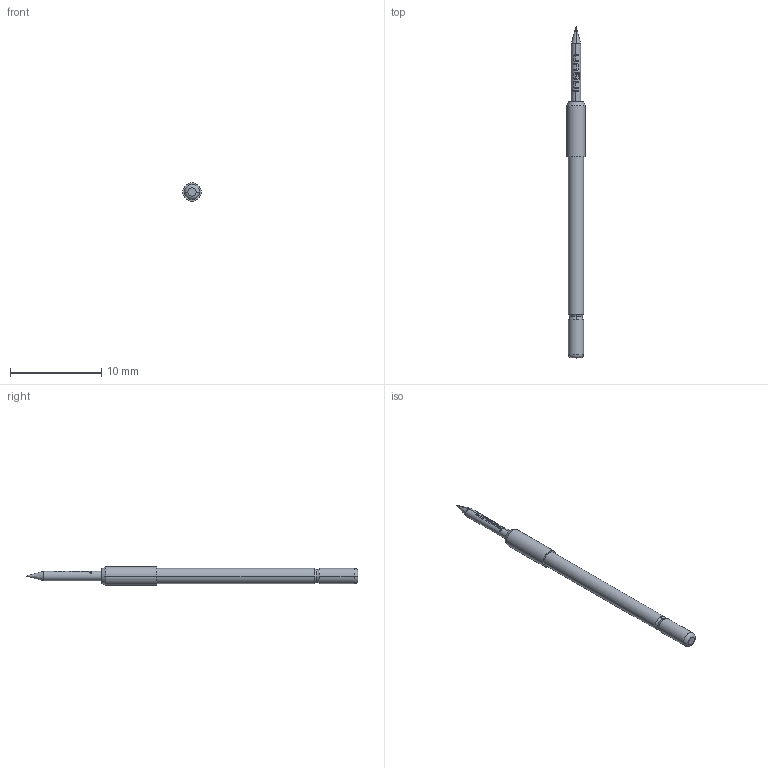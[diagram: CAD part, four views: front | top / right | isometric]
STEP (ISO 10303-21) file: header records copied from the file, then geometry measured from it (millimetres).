
FILE_DESCRIPTION (( 'STEP AP203' ), '1' );
FILE_NAME ('INGUN_GKS-112_201_100_A_xx06.STEP', '2020-07-23T06:36:22', ( '' ), ( '' ), 'SwSTEP 2.0', 'SolidWorks 2018', '' );
FILE_SCHEMA (( 'CONFIG_CONTROL_DESIGN' ));
Length unit declared in the file: millimetre
Products named in the file (1): INGUN_GKS-112_201_100_A_xx06
Bounding box: 2 x 36.3 x 2 mm (x, y, z)
Volume: 70.7 mm3; surface area: 182.3 mm2
Topology: 1 solids, 1 shells, 98 faces, 269 edges, 175 vertices
Faces by surface type: bspline 61, cylinder 18, torus 8, cone 6, plane 5
Entity records: 4246 total; most frequent: CARTESIAN_POINT 2242, ORIENTED_EDGE 534, EDGE_CURVE 267, B_SPLINE_CURVE_WITH_KNOTS 204, DIRECTION 179, VERTEX_POINT 175, EDGE_LOOP 102, ADVANCED_FACE 98
